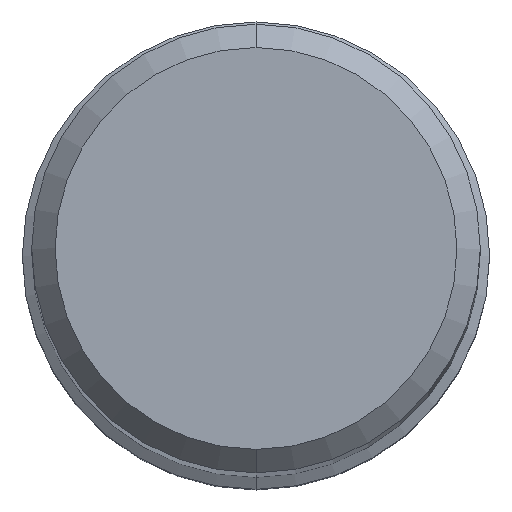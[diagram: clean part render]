
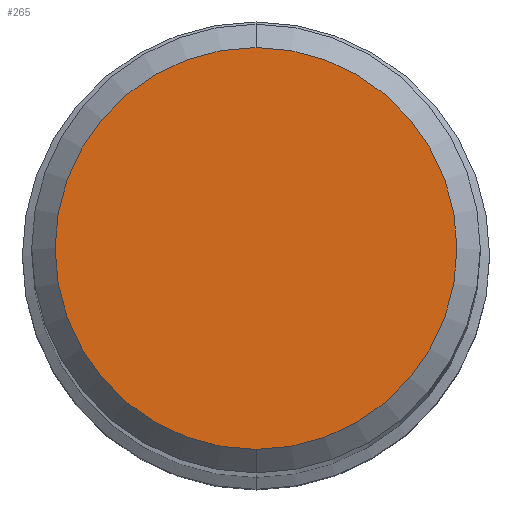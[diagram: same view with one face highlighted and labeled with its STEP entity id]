
A CAD part, top view. The second image highlights one B-rep face of the part: STEP entity #265.
In plain terms, the highlighted planar face has unit normal (0, 0, 1).
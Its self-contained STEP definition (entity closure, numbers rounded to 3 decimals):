
#265=ADVANCED_FACE('',(#656),#657,.T.);
#417=VERTEX_POINT('',#827);
#435=EDGE_CURVE('',#417,#473,#846,.T.);
#449=EDGE_CURVE('',#473,#417,#860,.T.);
#473=VERTEX_POINT('',#886);
#656=FACE_OUTER_BOUND('',#1157,.T.);
#657=PLANE('',#1158);
#827=CARTESIAN_POINT('',(0.0,4.3,0.0));
#846=CIRCLE('',#1470,4.3);
#860=CIRCLE('',#1515,4.3);
#886=CARTESIAN_POINT('',(0.,-4.3,0.0));
#1157=EDGE_LOOP('',(#1840,#1841));
#1158=AXIS2_PLACEMENT_3D('',#1842,#1843,#1844);
#1470=AXIS2_PLACEMENT_3D('',#2070,#2071,#2072);
#1515=AXIS2_PLACEMENT_3D('',#2076,#2077,#2078);
#1840=ORIENTED_EDGE('',*,*,#435,.F.);
#1841=ORIENTED_EDGE('',*,*,#449,.F.);
#1842=CARTESIAN_POINT('',(0.0,2.15,0.0));
#1843=DIRECTION('',(-0.0,0.0,1.0));
#1844=DIRECTION('',(0.0,-1.0,0.0));
#2070=CARTESIAN_POINT('',(0.0,0.0,0.0));
#2071=DIRECTION('',(0.0,0.0,-1.0));
#2072=DIRECTION('',(0.0,1.0,0.0));
#2076=CARTESIAN_POINT('',(0.0,0.0,0.0));
#2077=DIRECTION('',(0.0,0.0,-1.0));
#2078=DIRECTION('',(0.0,1.0,0.0));
